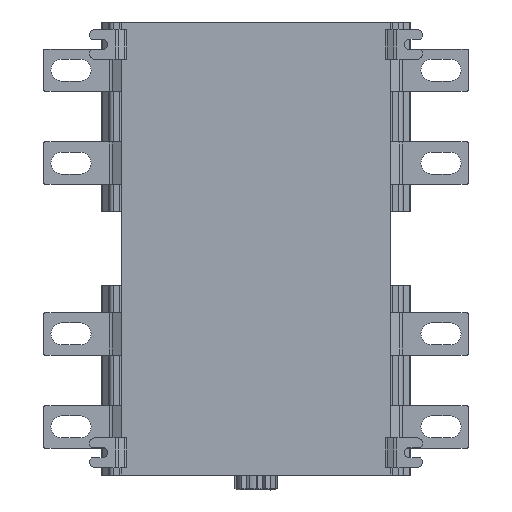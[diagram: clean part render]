
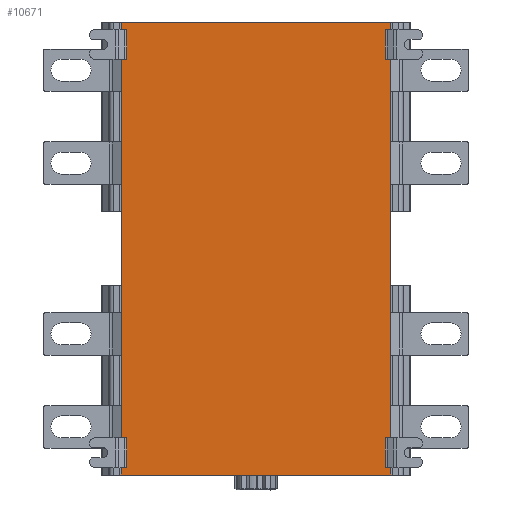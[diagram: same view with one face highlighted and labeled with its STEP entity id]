
A CAD part, front view. The second image highlights one B-rep face of the part: STEP entity #10671.
In plain terms, the highlighted planar face has unit normal (0, -1, 0).
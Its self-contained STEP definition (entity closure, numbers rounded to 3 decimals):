
#1295=DIRECTION('',(-1.,0.,0.));
#1296=VECTOR('',#1295,126.);
#1297=CARTESIAN_POINT('',(64.638,-10.,104.853));
#1298=LINE('',#1297,#1296);
#1515=DIRECTION('',(0.,0.,1.));
#1516=VECTOR('',#1515,177.);
#1517=CARTESIAN_POINT('',(64.638,-10.,
-89.647));
#1518=LINE('',#1517,#1516);
#1579=DIRECTION('',(0.,0.,1.));
#1580=VECTOR('',#1579,177.);
#1581=CARTESIAN_POINT('',(-61.362,-10.,
-89.647));
#1582=LINE('',#1581,#1580);
#1583=DIRECTION('',(1.,0.,0.));
#1584=VECTOR('',#1583,2.469);
#1585=CARTESIAN_POINT('',(-61.362,-10.,
87.353));
#1586=LINE('',#1585,#1584);
#1587=DIRECTION('',(0.,0.,-1.));
#1588=VECTOR('',#1587,3.5);
#1589=CARTESIAN_POINT('',(64.638,-10.,104.853));
#1590=LINE('',#1589,#1588);
#1591=DIRECTION('',(-1.,0.,0.));
#1592=VECTOR('',#1591,2.469);
#1593=CARTESIAN_POINT('',(64.638,-10.,101.353));
#1594=LINE('',#1593,#1592);
#1595=DIRECTION('',(1.,0.,0.));
#1596=VECTOR('',#1595,2.469);
#1597=CARTESIAN_POINT('',(62.169,-10.,
-103.647));
#1598=LINE('',#1597,#1596);
#1599=DIRECTION('',(0.,0.,-1.));
#1600=VECTOR('',#1599,3.5);
#1601=CARTESIAN_POINT('',(64.638,-10.,
-103.647));
#1602=LINE('',#1601,#1600);
#1603=DIRECTION('',(-1.,0.,0.));
#1604=VECTOR('',#1603,126.);
#1605=CARTESIAN_POINT('',(64.638,-10.,
-107.147));
#1606=LINE('',#1605,#1604);
#1607=DIRECTION('',(-1.,0.,0.));
#1608=VECTOR('',#1607,2.469);
#1609=CARTESIAN_POINT('',(-58.893,-10.,
-89.647));
#1610=LINE('',#1609,#1608);
#1615=DIRECTION('',(0.,0.,-1.));
#1616=VECTOR('',#1615,3.5);
#1617=CARTESIAN_POINT('',(-61.362,-10.,
104.853));
#1618=LINE('',#1617,#1616);
#1631=DIRECTION('',(0.,0.,-1.));
#1632=VECTOR('',#1631,3.5);
#1633=CARTESIAN_POINT('',(-61.362,-10.,
-103.647));
#1634=LINE('',#1633,#1632);
#1683=DIRECTION('',(1.,0.,0.));
#1684=VECTOR('',#1683,2.469);
#1685=CARTESIAN_POINT('',(-61.362,-10.,
101.353));
#1686=LINE('',#1685,#1684);
#1718=DIRECTION('',(0.,0.,-1.));
#1719=VECTOR('',#1718,14.);
#1720=CARTESIAN_POINT('',(-58.893,-10.,
101.353));
#1721=LINE('',#1720,#1719);
#1922=DIRECTION('',(0.,0.,-1.));
#1923=VECTOR('',#1922,14.);
#1924=CARTESIAN_POINT('',(-58.893,-10.,
-89.647));
#1925=LINE('',#1924,#1923);
#1953=DIRECTION('',(-1.,0.,0.));
#1954=VECTOR('',#1953,2.469);
#1955=CARTESIAN_POINT('',(-58.893,-10.,
-103.647));
#1956=LINE('',#1955,#1954);
#2846=DIRECTION('',(-1.,0.,0.));
#2847=VECTOR('',#2846,2.469);
#2848=CARTESIAN_POINT('',(64.638,-10.,87.353));
#2849=LINE('',#2848,#2847);
#2881=DIRECTION('',(0.,0.,1.));
#2882=VECTOR('',#2881,14.);
#2883=CARTESIAN_POINT('',(62.169,-10.,87.353));
#2884=LINE('',#2883,#2882);
#3046=DIRECTION('',(1.,0.,0.));
#3047=VECTOR('',#3046,2.469);
#3048=CARTESIAN_POINT('',(62.169,-10.,
-89.647));
#3049=LINE('',#3048,#3047);
#3081=DIRECTION('',(0.,0.,1.));
#3082=VECTOR('',#3081,14.);
#3083=CARTESIAN_POINT('',(62.169,-10.,
-103.647));
#3084=LINE('',#3083,#3082);
#6992=CARTESIAN_POINT('',(-61.362,-10.,
-107.147));
#6993=VERTEX_POINT('',#6992);
#6994=CARTESIAN_POINT('',(64.638,-10.,
-107.147));
#6995=VERTEX_POINT('',#6994);
#7203=CARTESIAN_POINT('',(64.638,-10.,
-89.647));
#7204=VERTEX_POINT('',#7203);
#7205=CARTESIAN_POINT('',(64.638,-10.,
-103.647));
#7206=VERTEX_POINT('',#7205);
#7227=CARTESIAN_POINT('',(62.169,-10.,
-103.647));
#7228=VERTEX_POINT('',#7227);
#7241=CARTESIAN_POINT('',(-58.893,-10.,
-89.647));
#7242=CARTESIAN_POINT('',(-58.893,-10.,
-103.647));
#7243=VERTEX_POINT('',#7241);
#7244=VERTEX_POINT('',#7242);
#7245=CARTESIAN_POINT('',(-61.362,-10.,
-89.647));
#7246=VERTEX_POINT('',#7245);
#7247=CARTESIAN_POINT('',(62.169,-10.,
-89.647));
#7248=VERTEX_POINT('',#7247);
#7249=CARTESIAN_POINT('',(-61.362,-10.,
-103.647));
#7250=VERTEX_POINT('',#7249);
#7802=CARTESIAN_POINT('',(64.638,-10.,104.853));
#7803=VERTEX_POINT('',#7802);
#7804=CARTESIAN_POINT('',(-61.362,-10.,
104.853));
#7805=VERTEX_POINT('',#7804);
#7832=CARTESIAN_POINT('',(-61.362,-10.,
101.353));
#7833=VERTEX_POINT('',#7832);
#7838=CARTESIAN_POINT('',(-61.362,-10.,
87.353));
#7839=VERTEX_POINT('',#7838);
#7952=CARTESIAN_POINT('',(-58.893,-10.,
87.353));
#7953=VERTEX_POINT('',#7952);
#7954=CARTESIAN_POINT('',(-58.893,-10.,
101.353));
#7955=VERTEX_POINT('',#7954);
#7956=CARTESIAN_POINT('',(64.638,-10.,101.353));
#7957=VERTEX_POINT('',#7956);
#7958=CARTESIAN_POINT('',(62.169,-10.,101.353));
#7959=VERTEX_POINT('',#7958);
#7960=CARTESIAN_POINT('',(62.169,-10.,87.353));
#7961=VERTEX_POINT('',#7960);
#7962=CARTESIAN_POINT('',(64.638,-10.,87.353));
#7963=VERTEX_POINT('',#7962);
#10629=CARTESIAN_POINT('',(1.638,-10.,
-106.397));
#10630=DIRECTION('',(0.,1.,0.));
#10631=DIRECTION('',(0.,0.,1.));
#10632=AXIS2_PLACEMENT_3D('',#10629,#10630,#10631);
#10633=PLANE('',#10632);
#10635=ORIENTED_EDGE('',*,*,#10634,.T.);
#10637=ORIENTED_EDGE('',*,*,#10636,.T.);
#10639=ORIENTED_EDGE('',*,*,#10638,.F.);
#10641=ORIENTED_EDGE('',*,*,#10640,.F.);
#10643=ORIENTED_EDGE('',*,*,#10642,.F.);
#10644=ORIENTED_EDGE('',*,*,#9889,.F.);
#10645=ORIENTED_EDGE('',*,*,#10561,.T.);
#10647=ORIENTED_EDGE('',*,*,#10646,.T.);
#10649=ORIENTED_EDGE('',*,*,#10648,.F.);
#10651=ORIENTED_EDGE('',*,*,#10650,.F.);
#10652=ORIENTED_EDGE('',*,*,#10553,.F.);
#10654=ORIENTED_EDGE('',*,*,#10653,.F.);
#10656=ORIENTED_EDGE('',*,*,#10655,.F.);
#10658=ORIENTED_EDGE('',*,*,#10657,.T.);
#10659=ORIENTED_EDGE('',*,*,#10571,.T.);
#10660=ORIENTED_EDGE('',*,*,#8824,.T.);
#10662=ORIENTED_EDGE('',*,*,#10661,.F.);
#10664=ORIENTED_EDGE('',*,*,#10663,.F.);
#10666=ORIENTED_EDGE('',*,*,#10665,.F.);
#10668=ORIENTED_EDGE('',*,*,#10667,.T.);
#10669=EDGE_LOOP('',(#10635,#10637,#10639,#10641,#10643,#10644,#10645,#10647,
#10649,#10651,#10652,#10654,#10656,#10658,#10659,#10660,#10662,#10664,#10666,
#10668));
#10670=FACE_OUTER_BOUND('',#10669,.F.);
#8824=EDGE_CURVE('',#6995,#6993,#1606,.T.);
#9889=EDGE_CURVE('',#7803,#7805,#1298,.T.);
#10553=EDGE_CURVE('',#7204,#7963,#1518,.T.);
#10561=EDGE_CURVE('',#7803,#7957,#1590,.T.);
#10571=EDGE_CURVE('',#7206,#6995,#1602,.T.);
#10634=EDGE_CURVE('',#7246,#7839,#1582,.T.);
#10636=EDGE_CURVE('',#7839,#7953,#1586,.T.);
#10638=EDGE_CURVE('',#7955,#7953,#1721,.T.);
#10640=EDGE_CURVE('',#7833,#7955,#1686,.T.);
#10642=EDGE_CURVE('',#7805,#7833,#1618,.T.);
#10646=EDGE_CURVE('',#7957,#7959,#1594,.T.);
#10648=EDGE_CURVE('',#7961,#7959,#2884,.T.);
#10650=EDGE_CURVE('',#7963,#7961,#2849,.T.);
#10653=EDGE_CURVE('',#7248,#7204,#3049,.T.);
#10655=EDGE_CURVE('',#7228,#7248,#3084,.T.);
#10657=EDGE_CURVE('',#7228,#7206,#1598,.T.);
#10661=EDGE_CURVE('',#7250,#6993,#1634,.T.);
#10663=EDGE_CURVE('',#7244,#7250,#1956,.T.);
#10665=EDGE_CURVE('',#7243,#7244,#1925,.T.);
#10667=EDGE_CURVE('',#7243,#7246,#1610,.T.);
#10671=ADVANCED_FACE('',(#10670),#10633,.F.);
